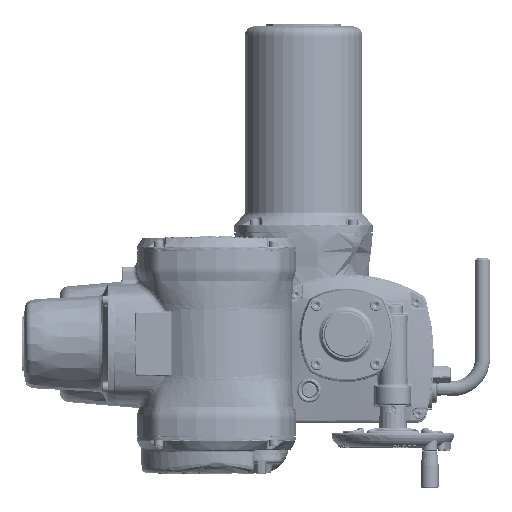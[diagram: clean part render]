
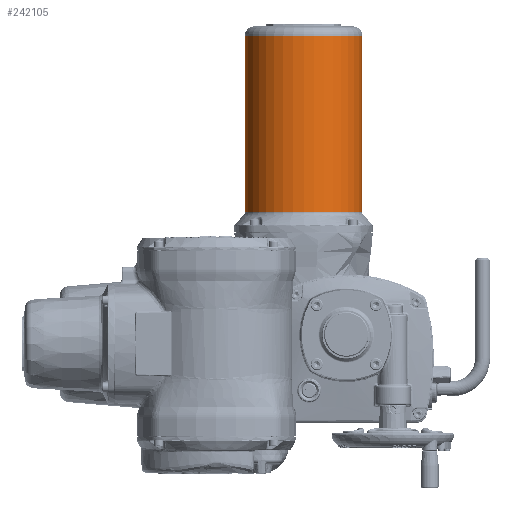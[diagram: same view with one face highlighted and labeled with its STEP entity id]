
A CAD part, top view. The second image highlights one B-rep face of the part: STEP entity #242105.
In plain terms, the highlighted cylindrical face has radius 63 mm (diameter 126 mm), a full revolution.
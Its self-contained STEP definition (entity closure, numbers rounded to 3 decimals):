
#14613=B_SPLINE_CURVE_WITH_KNOTS('',3,(#473895,#473896,#473897,#473898,
#473899,#473900,#473901,#473902,#473903,#473904,#473905,#473906,#473907,
#473908,#473909,#473910,#473911,#473912,#473913,#473914,#473915,#473916,
#473917,#473918,#473919,#473920,#473921,#473922,#473923,#473924,#473925,
#473926,#473927,#473928,#473929,#473930),.UNSPECIFIED.,.T.,.F.,(1,1,1,1,
1,1,1,1,1,1,1,1,1,1,1,1,1,1,1,1,1,1,1,1,1,1,1,1,1,1,1,1,1,1,1,1,1,1,1,1),
(-0.095,-0.064,-0.033,0.,0.03,
0.061,0.092,0.123,0.155,0.186,
0.217,0.233,0.248,0.28,
0.311,0.342,0.373,0.405,
0.436,0.467,0.498,0.53,
0.561,0.592,0.623,0.655,
0.686,0.717,0.748,0.78,
0.811,0.842,0.873,0.905,
0.936,0.967,1.,1.03,1.061,1.092),
 .UNSPECIFIED.);
#37751=CYLINDRICAL_SURFACE('',#255300,63.);
#86041=ORIENTED_EDGE('',*,*,#111240,.T.);
#86042=ORIENTED_EDGE('',*,*,#111241,.T.);
#86043=ORIENTED_EDGE('',*,*,#111042,.T.);
#111042=EDGE_CURVE('',#126470,#126470,#131110,.T.);
#111240=EDGE_CURVE('',#126592,#126592,#131160,.T.);
#111241=EDGE_CURVE('',#126593,#126593,#14613,.T.);
#126470=VERTEX_POINT('',#471832);
#126592=VERTEX_POINT('',#473894);
#126593=VERTEX_POINT('',#473931);
#131110=CIRCLE('',#255210,63.);
#131160=CIRCLE('',#255301,63.);
#142535=EDGE_LOOP('',(#86041));
#142536=EDGE_LOOP('',(#86042));
#142537=EDGE_LOOP('',(#86043));
#154141=FACE_BOUND('',#142535,.T.);
#154142=FACE_BOUND('',#142536,.T.);
#154143=FACE_BOUND('',#142537,.T.);
#242105=ADVANCED_FACE('',(#154141,#154142,#154143),#37751,.T.);
#255210=AXIS2_PLACEMENT_3D('',#471831,#291384,#291385);
#255300=AXIS2_PLACEMENT_3D('',#473892,#291600,#291601);
#255301=AXIS2_PLACEMENT_3D('',#473893,#291602,#291603);
#291384=DIRECTION('',(0.,1.,0.));
#291385=DIRECTION('',(-1.,0.,0.));
#291600=DIRECTION('',(0.,1.,0.));
#291601=DIRECTION('',(-1.,0.,0.));
#291602=DIRECTION('',(0.,-1.,0.));
#291603=DIRECTION('',(1.,0.,0.));
#471831=CARTESIAN_POINT('',(93.793,142.002,-225.777));
#471832=CARTESIAN_POINT('',(30.793,142.002,-225.777));
#473892=CARTESIAN_POINT('',(93.793,73.9,-225.777));
#473893=CARTESIAN_POINT('',(93.793,331.4,-225.777));
#473894=CARTESIAN_POINT('',(156.793,331.4,-225.777));
#473895=CARTESIAN_POINT('',(109.626,207.846,-286.758));
#473896=CARTESIAN_POINT('',(110.321,211.191,-286.571));
#473897=CARTESIAN_POINT('',(110.402,214.593,-286.548));
#473898=CARTESIAN_POINT('',(109.911,217.898,-286.682));
#473899=CARTESIAN_POINT('',(108.827,221.099,-286.963));
#473900=CARTESIAN_POINT('',(107.168,224.062,-287.351));
#473901=CARTESIAN_POINT('',(105.014,226.629,-287.786));
#473902=CARTESIAN_POINT('',(102.359,228.752,-288.214));
#473903=CARTESIAN_POINT('',(99.871,230.018,-288.499));
#473904=CARTESIAN_POINT('',(97.696,230.713,-288.663));
#473905=CARTESIAN_POINT('',(95.513,231.158,-288.771));
#473906=CARTESIAN_POINT('',(92.654,231.265,-288.798));
#473907=CARTESIAN_POINT('',(89.337,230.653,-288.647));
#473908=CARTESIAN_POINT('',(86.192,229.331,-288.341));
#473909=CARTESIAN_POINT('',(83.425,227.408,-287.936));
#473910=CARTESIAN_POINT('',(81.093,224.974,-287.496));
#473911=CARTESIAN_POINT('',(79.256,222.132,-287.084));
#473912=CARTESIAN_POINT('',(77.977,218.996,-286.762));
#473913=CARTESIAN_POINT('',(77.275,215.669,-286.573));
#473914=CARTESIAN_POINT('',(77.176,212.274,-286.546));
#473915=CARTESIAN_POINT('',(77.672,208.913,-286.681));
#473916=CARTESIAN_POINT('',(78.76,205.706,-286.962));
#473917=CARTESIAN_POINT('',(80.407,202.754,-287.349));
#473918=CARTESIAN_POINT('',(82.574,200.172,-287.786));
#473919=CARTESIAN_POINT('',(85.21,198.058,-288.212));
#473920=CARTESIAN_POINT('',(88.225,196.525,-288.558));
#473921=CARTESIAN_POINT('',(91.522,195.662,-288.766));
#473922=CARTESIAN_POINT('',(94.903,195.532,-288.798));
#473923=CARTESIAN_POINT('',(98.267,196.152,-288.647));
#473924=CARTESIAN_POINT('',(101.385,197.464,-288.342));
#473925=CARTESIAN_POINT('',(104.158,199.388,-287.937));
#473926=CARTESIAN_POINT('',(106.501,201.832,-287.494));
#473927=CARTESIAN_POINT('',(108.323,204.654,-287.086));
#473928=CARTESIAN_POINT('',(109.626,207.846,-286.758));
#473929=CARTESIAN_POINT('',(110.321,211.191,-286.571));
#473930=CARTESIAN_POINT('',(110.402,214.593,-286.548));
#473931=CARTESIAN_POINT('',(110.232,211.317,-286.595));
